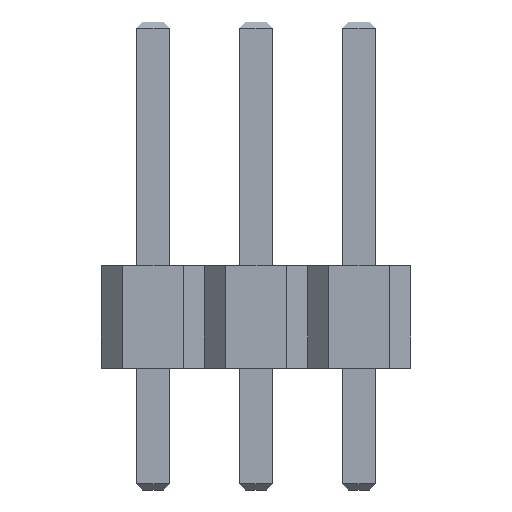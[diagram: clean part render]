
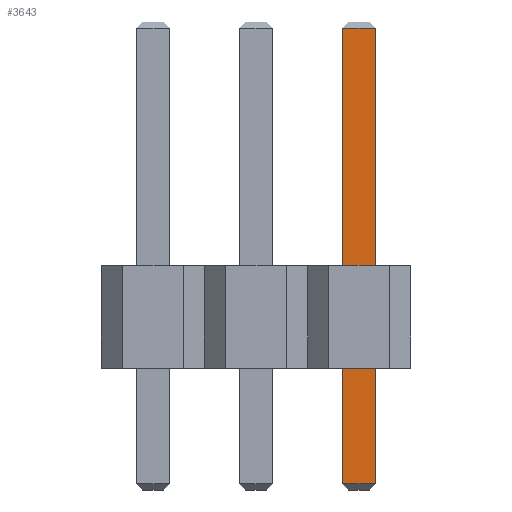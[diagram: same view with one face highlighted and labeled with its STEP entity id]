
A CAD part, left-side view. The second image highlights one B-rep face of the part: STEP entity #3643.
In plain terms, the highlighted planar face has unit normal (-1, 0, 0).
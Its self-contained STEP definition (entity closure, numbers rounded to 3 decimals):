
#3527 = EDGE_CURVE('',#3528,#3530,#3532,.T.);
#3528 = VERTEX_POINT('',#3529);
#3529 = CARTESIAN_POINT('',(-0.4,0.4,-2.85));
#3530 = VERTEX_POINT('',#3531);
#3531 = CARTESIAN_POINT('',(-0.4,0.4,8.39));
#3532 = SURFACE_CURVE('',#3533,(#3537,#3549),.PCURVE_S1.);
#3533 = LINE('',#3534,#3535);
#3534 = CARTESIAN_POINT('',(-0.4,0.4,-3.));
#3535 = VECTOR('',#3536,1.);
#3536 = DIRECTION('',(0.,0.,1.));
#3537 = PCURVE('',#3538,#3543);
#3538 = PLANE('',#3539);
#3539 = AXIS2_PLACEMENT_3D('',#3540,#3541,#3542);
#3540 = CARTESIAN_POINT('',(-0.4,0.4,-3.));
#3541 = DIRECTION('',(0.,1.,0.));
#3542 = DIRECTION('',(1.,0.,0.));
#3543 = DEFINITIONAL_REPRESENTATION('',(#3544),#3548);
#3544 = LINE('',#3545,#3546);
#3545 = CARTESIAN_POINT('',(0.,0.));
#3546 = VECTOR('',#3547,1.);
#3547 = DIRECTION('',(0.,-1.));
#3548 = ( GEOMETRIC_REPRESENTATION_CONTEXT(2) 
PARAMETRIC_REPRESENTATION_CONTEXT() REPRESENTATION_CONTEXT('2D SPACE',''
  ) );
#3549 = PCURVE('',#3550,#3555);
#3550 = PLANE('',#3551);
#3551 = AXIS2_PLACEMENT_3D('',#3552,#3553,#3554);
#3552 = CARTESIAN_POINT('',(-0.4,-0.4,-3.));
#3553 = DIRECTION('',(-1.,0.,0.));
#3554 = DIRECTION('',(0.,1.,0.));
#3555 = DEFINITIONAL_REPRESENTATION('',(#3556),#3560);
#3556 = LINE('',#3557,#3558);
#3557 = CARTESIAN_POINT('',(0.8,0.));
#3558 = VECTOR('',#3559,1.);
#3559 = DIRECTION('',(0.,-1.));
#3560 = ( GEOMETRIC_REPRESENTATION_CONTEXT(2) 
PARAMETRIC_REPRESENTATION_CONTEXT() REPRESENTATION_CONTEXT('2D SPACE',''
  ) );
#3643 = ADVANCED_FACE('',(#3644),#3550,.T.);
#3644 = FACE_BOUND('',#3645,.T.);
#3645 = EDGE_LOOP('',(#3646,#3676,#3702,#3703));
#3646 = ORIENTED_EDGE('',*,*,#3647,.T.);
#3647 = EDGE_CURVE('',#3648,#3650,#3652,.T.);
#3648 = VERTEX_POINT('',#3649);
#3649 = CARTESIAN_POINT('',(-0.4,-0.4,-2.85));
#3650 = VERTEX_POINT('',#3651);
#3651 = CARTESIAN_POINT('',(-0.4,-0.4,8.39));
#3652 = SURFACE_CURVE('',#3653,(#3657,#3664),.PCURVE_S1.);
#3653 = LINE('',#3654,#3655);
#3654 = CARTESIAN_POINT('',(-0.4,-0.4,-3.));
#3655 = VECTOR('',#3656,1.);
#3656 = DIRECTION('',(0.,0.,1.));
#3657 = PCURVE('',#3550,#3658);
#3658 = DEFINITIONAL_REPRESENTATION('',(#3659),#3663);
#3659 = LINE('',#3660,#3661);
#3660 = CARTESIAN_POINT('',(0.,0.));
#3661 = VECTOR('',#3662,1.);
#3662 = DIRECTION('',(0.,-1.));
#3663 = ( GEOMETRIC_REPRESENTATION_CONTEXT(2) 
PARAMETRIC_REPRESENTATION_CONTEXT() REPRESENTATION_CONTEXT('2D SPACE',''
  ) );
#3664 = PCURVE('',#3665,#3670);
#3665 = PLANE('',#3666);
#3666 = AXIS2_PLACEMENT_3D('',#3667,#3668,#3669);
#3667 = CARTESIAN_POINT('',(0.4,-0.4,-3.));
#3668 = DIRECTION('',(0.,-1.,0.));
#3669 = DIRECTION('',(-1.,0.,0.));
#3670 = DEFINITIONAL_REPRESENTATION('',(#3671),#3675);
#3671 = LINE('',#3672,#3673);
#3672 = CARTESIAN_POINT('',(0.8,0.));
#3673 = VECTOR('',#3674,1.);
#3674 = DIRECTION('',(0.,-1.));
#3675 = ( GEOMETRIC_REPRESENTATION_CONTEXT(2) 
PARAMETRIC_REPRESENTATION_CONTEXT() REPRESENTATION_CONTEXT('2D SPACE',''
  ) );
#3676 = ORIENTED_EDGE('',*,*,#3677,.T.);
#3677 = EDGE_CURVE('',#3650,#3530,#3678,.T.);
#3678 = SURFACE_CURVE('',#3679,(#3683,#3690),.PCURVE_S1.);
#3679 = LINE('',#3680,#3681);
#3680 = CARTESIAN_POINT('',(-0.4,-0.4,8.39));
#3681 = VECTOR('',#3682,1.);
#3682 = DIRECTION('',(0.,1.,0.));
#3683 = PCURVE('',#3550,#3684);
#3684 = DEFINITIONAL_REPRESENTATION('',(#3685),#3689);
#3685 = LINE('',#3686,#3687);
#3686 = CARTESIAN_POINT('',(0.,-11.39));
#3687 = VECTOR('',#3688,1.);
#3688 = DIRECTION('',(1.,0.));
#3689 = ( GEOMETRIC_REPRESENTATION_CONTEXT(2) 
PARAMETRIC_REPRESENTATION_CONTEXT() REPRESENTATION_CONTEXT('2D SPACE',''
  ) );
#3690 = PCURVE('',#3691,#3696);
#3691 = PLANE('',#3692);
#3692 = AXIS2_PLACEMENT_3D('',#3693,#3694,#3695);
#3693 = CARTESIAN_POINT('',(-0.325,-0.4,8.465));
#3694 = DIRECTION('',(-0.707,0.,0.707));
#3695 = DIRECTION('',(0.,-1.,0.));
#3696 = DEFINITIONAL_REPRESENTATION('',(#3697),#3701);
#3697 = LINE('',#3698,#3699);
#3698 = CARTESIAN_POINT('',(0.,-0.106));
#3699 = VECTOR('',#3700,1.);
#3700 = DIRECTION('',(-1.,0.));
#3701 = ( GEOMETRIC_REPRESENTATION_CONTEXT(2) 
PARAMETRIC_REPRESENTATION_CONTEXT() REPRESENTATION_CONTEXT('2D SPACE',''
  ) );
#3702 = ORIENTED_EDGE('',*,*,#3527,.F.);
#3703 = ORIENTED_EDGE('',*,*,#3704,.F.);
#3704 = EDGE_CURVE('',#3648,#3528,#3705,.T.);
#3705 = SURFACE_CURVE('',#3706,(#3710,#3717),.PCURVE_S1.);
#3706 = LINE('',#3707,#3708);
#3707 = CARTESIAN_POINT('',(-0.4,-0.4,-2.85));
#3708 = VECTOR('',#3709,1.);
#3709 = DIRECTION('',(0.,1.,0.));
#3710 = PCURVE('',#3550,#3711);
#3711 = DEFINITIONAL_REPRESENTATION('',(#3712),#3716);
#3712 = LINE('',#3713,#3714);
#3713 = CARTESIAN_POINT('',(0.,-0.15));
#3714 = VECTOR('',#3715,1.);
#3715 = DIRECTION('',(1.,0.));
#3716 = ( GEOMETRIC_REPRESENTATION_CONTEXT(2) 
PARAMETRIC_REPRESENTATION_CONTEXT() REPRESENTATION_CONTEXT('2D SPACE',''
  ) );
#3717 = PCURVE('',#3718,#3723);
#3718 = PLANE('',#3719);
#3719 = AXIS2_PLACEMENT_3D('',#3720,#3721,#3722);
#3720 = CARTESIAN_POINT('',(-0.325,-0.4,-2.925));
#3721 = DIRECTION('',(0.707,0.,0.707
    ));
#3722 = DIRECTION('',(0.,-1.,0.));
#3723 = DEFINITIONAL_REPRESENTATION('',(#3724),#3728);
#3724 = LINE('',#3725,#3726);
#3725 = CARTESIAN_POINT('',(0.,-0.106));
#3726 = VECTOR('',#3727,1.);
#3727 = DIRECTION('',(-1.,0.));
#3728 = ( GEOMETRIC_REPRESENTATION_CONTEXT(2) 
PARAMETRIC_REPRESENTATION_CONTEXT() REPRESENTATION_CONTEXT('2D SPACE',''
  ) );
